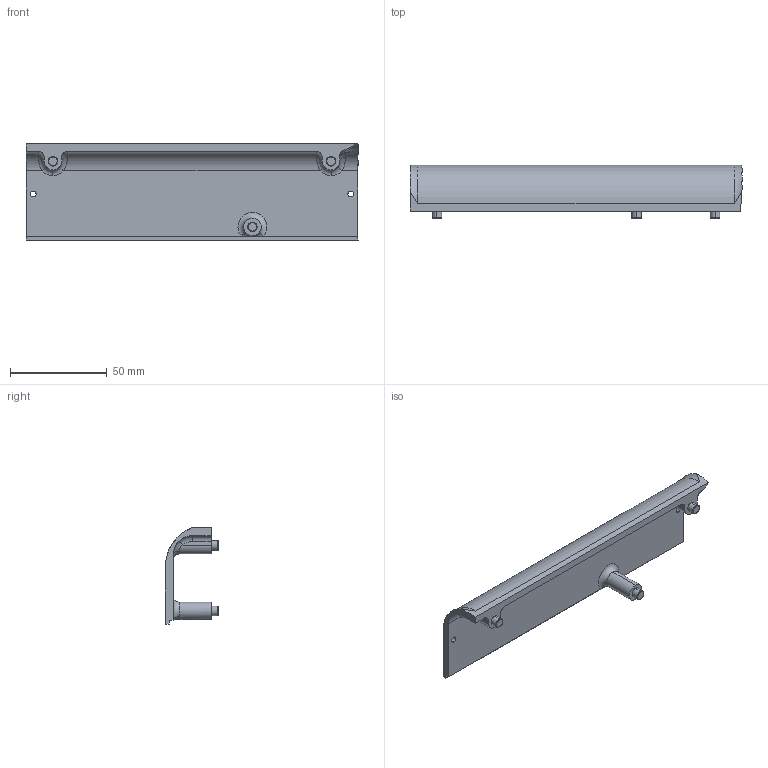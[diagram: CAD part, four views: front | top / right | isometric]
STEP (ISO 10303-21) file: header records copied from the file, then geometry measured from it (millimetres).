
FILE_DESCRIPTION (( 'STEP AP214' ), '1' );
FILE_NAME ('201225_AI_USB_cover.STEP', '2018-10-24T02:17:59', ( '' ), ( '' ), 'SwSTEP 2.0', 'SolidWorks 2011', '' );
FILE_SCHEMA (( 'AUTOMOTIVE_DESIGN' ));
Length unit declared in the file: millimetre
Products named in the file (1): 201225_AI_USB_cover
Bounding box: 172 x 27.46 x 49.86 mm (x, y, z)
Volume: 40228.7 mm3; surface area: 24673 mm2
Topology: 1 solids, 1 shells, 74 faces, 179 edges, 110 vertices
Faces by surface type: cylinder 25, plane 19, torus 18, bspline 8, cone 4
Entity records: 2724 total; most frequent: CARTESIAN_POINT 948, DIRECTION 385, ORIENTED_EDGE 358, EDGE_CURVE 179, AXIS2_PLACEMENT_3D 160, VERTEX_POINT 110, CIRCLE 93, EDGE_LOOP 81
